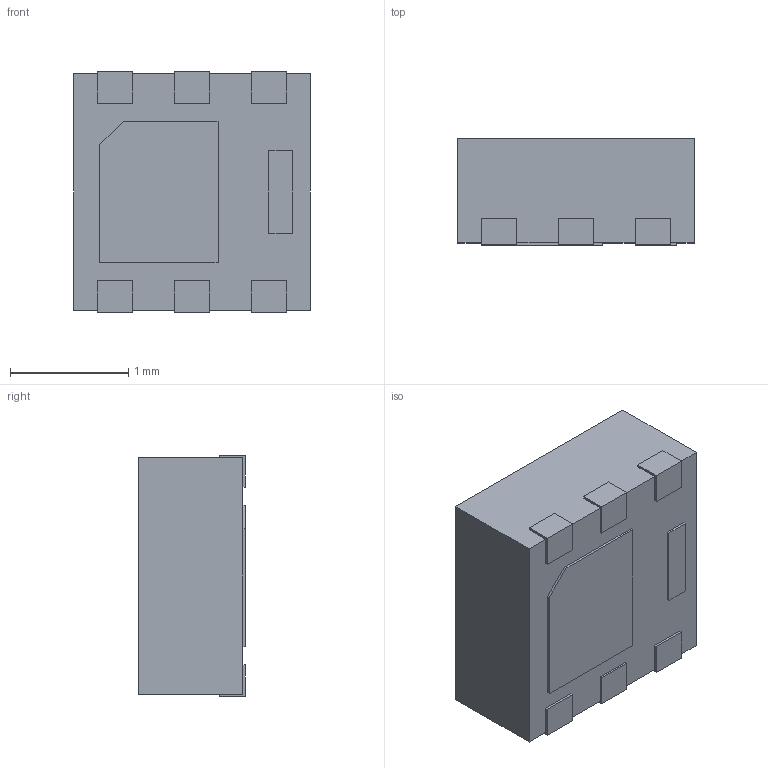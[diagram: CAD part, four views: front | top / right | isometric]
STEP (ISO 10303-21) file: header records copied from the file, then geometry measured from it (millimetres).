
FILE_DESCRIPTION (( 'STEP AP214' ), '1' );
FILE_NAME ('User Library-PQFN 2X2.STEP', '2020-05-25T04:35:03', ( '' ), ( '' ), 'SwSTEP 2.0', 'SolidWorks 2019', '' );
FILE_SCHEMA (( 'AUTOMOTIVE_DESIGN' ));
Length unit declared in the file: millimetre
Products named in the file (1): User Library-PQFN 2X2
Bounding box: 2 x 0.9 x 2.04 mm (x, y, z)
Volume: 3.6 mm3; surface area: 15.6 mm2
Topology: 1 solids, 1 shells, 150 faces, 408 edges, 272 vertices
Faces by surface type: plane 119, bspline 29, cylinder 2
Entity records: 6553 total; most frequent: CARTESIAN_POINT 1967, ORIENTED_EDGE 816, DIRECTION 523, EDGE_CURVE 408, VERTEX_POINT 272, LINE 271, VECTOR 271, EDGE_LOOP 162
